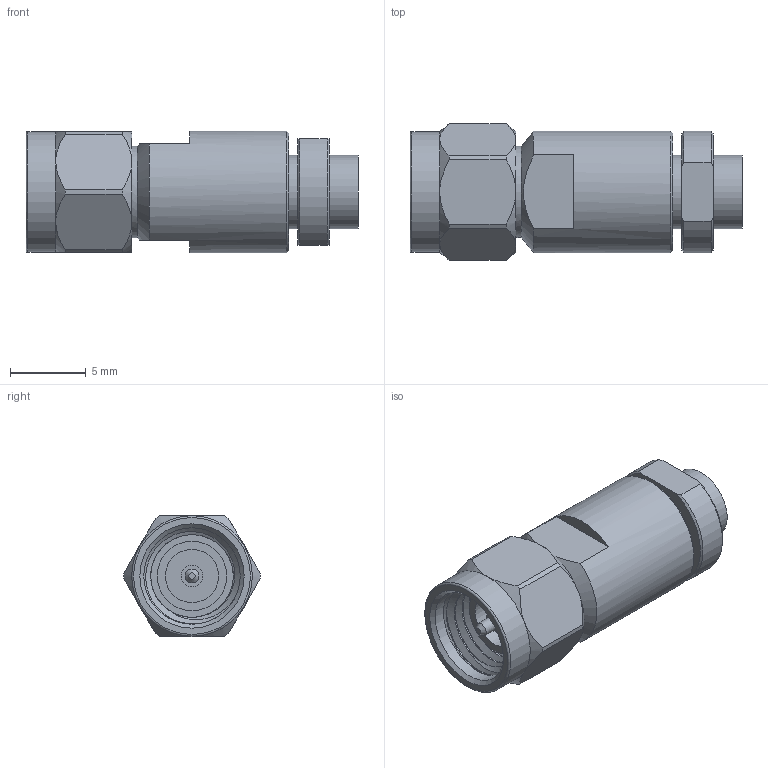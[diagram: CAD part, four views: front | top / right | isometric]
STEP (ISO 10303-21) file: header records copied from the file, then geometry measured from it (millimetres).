
FILE_DESCRIPTION (( 'STEP AP203' ), '1' );
FILE_NAME ('PE4981_3D.step', '2022-01-17T19:01:56', ( '' ), ( '' ), 'SwSTEP 2.0', 'SolidWorks 2021', '' );
FILE_SCHEMA (( 'CONFIG_CONTROL_DESIGN' ));
Length unit declared in the file: inch
Products named in the file (1): PE4981_3D
Bounding box: 21.84 x 8.99 x 8 mm (x, y, z)
Volume: 794.7 mm3; surface area: 1028.8 mm2
Topology: 1 solids, 1 shells, 76 faces, 174 edges, 110 vertices
Faces by surface type: plane 25, cylinder 25, cone 22, bspline 3, torus 1
Full cylindrical faces by diameter (mm): 0.914 x1, 1.422 x1, 3.5 x1, 3.81 x1, 4.572 x1, 4.826 x2, 5.997 x1, 6.35 x6, 7.938 x1, 8.001 x1
Entity records: 3045 total; most frequent: CARTESIAN_POINT 1556, DIRECTION 287, ORIENTED_EDGE 270, EDGE_CURVE 135, AXIS2_PLACEMENT_3D 129, EDGE_LOOP 97, VERTEX_POINT 94, FACE_OUTER_BOUND 82
